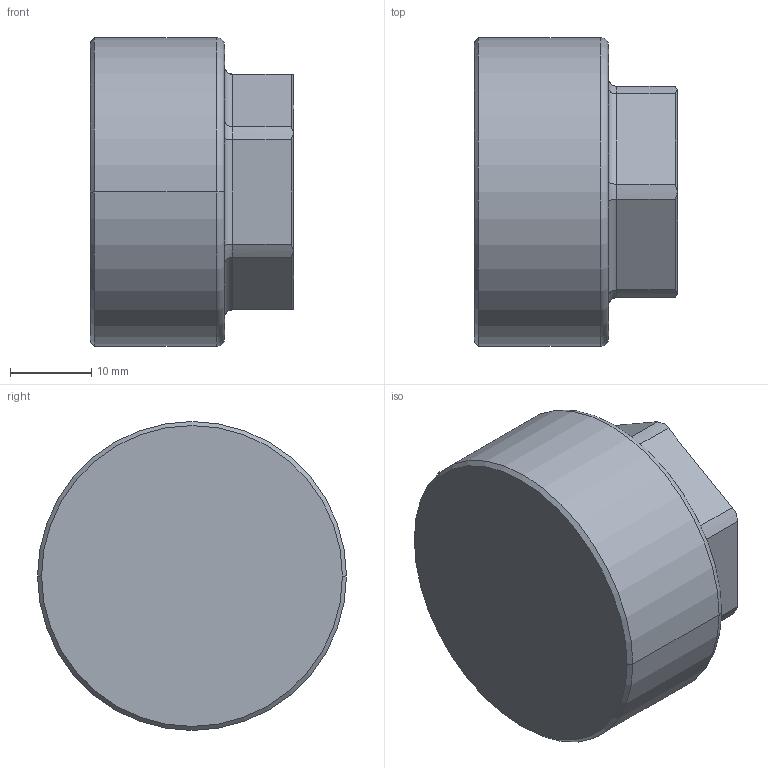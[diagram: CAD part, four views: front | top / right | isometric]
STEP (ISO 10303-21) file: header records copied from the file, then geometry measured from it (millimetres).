
FILE_DESCRIPTION(('CATIA V5 STEP Exchange'),'2;1');
FILE_NAME('STEP_599360_-_TST.stp','2017-07-11T08:06:42+00:00',('none'),('none'),'CATIA Version 5-6 Release 2014 SP5','CATIA V5 STEP AP203','none');
FILE_SCHEMA(('CONFIG_CONTROL_DESIGN'));
Length unit declared in the file: millimetre
Products named in the file (1): 599360 - TST
Bounding box: 25 x 38 x 38 mm (x, y, z)
Volume: 23638.6 mm3; surface area: 4846.7 mm2
Topology: 1 solids, 1 shells, 39 faces, 92 edges, 56 vertices
Faces by surface type: plane 15, cylinder 14, torus 8, cone 2
Entity records: 1119 total; most frequent: CARTESIAN_POINT 272, ORIENTED_EDGE 184, DIRECTION 128, EDGE_CURVE 92, AXIS2_PLACEMENT_3D 56, VERTEX_POINT 56, VECTOR 40, EDGE_LOOP 40
